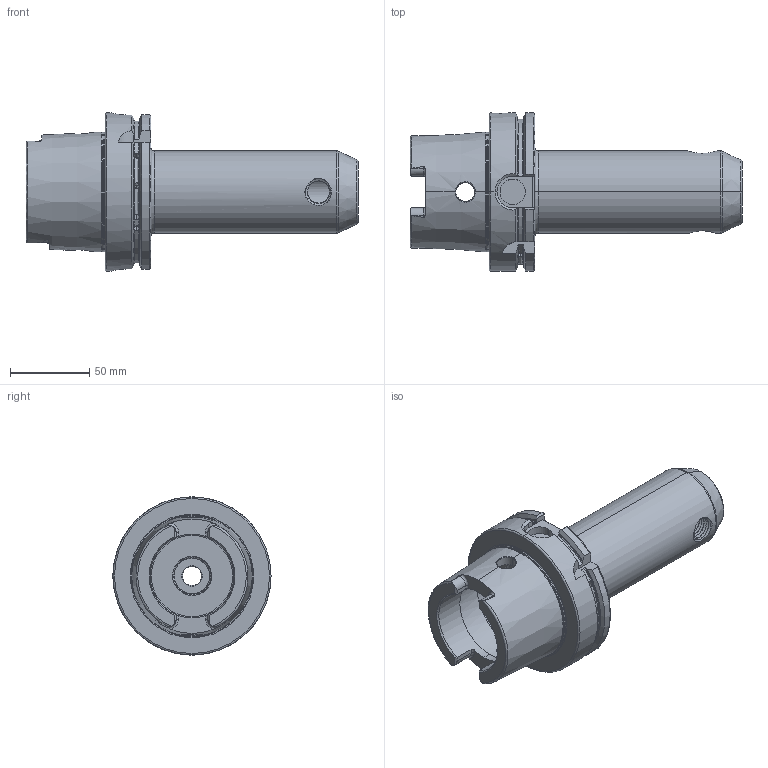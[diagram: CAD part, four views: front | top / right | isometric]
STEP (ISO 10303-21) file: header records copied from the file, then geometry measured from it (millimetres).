
FILE_DESCRIPTION (( 'STEP AP203' ), '1' );
FILE_NAME ('A100.04.20.2.STEP', '2016-10-06T08:23:31', ( '' ), ( '' ), 'SwSTEP 2.0', 'SolidWorks 2012', '' );
FILE_SCHEMA (( 'CONFIG_CONTROL_DESIGN' ));
Products named in the file (1): A100.04.20.2
Bounding box: 210 x 100 x 100 mm (x, y, z)
Volume: 494292.9 mm3; surface area: 79084.2 mm2
Topology: 1 solids, 1 shells, 243 faces, 659 edges, 416 vertices
Faces by surface type: cylinder 97, plane 47, torus 37, cone 34, bspline 26, sphere 2
Entity records: 27127 total; most frequent: CARTESIAN_POINT 21552, ORIENTED_EDGE 1298, DIRECTION 992, EDGE_CURVE 649, VERTEX_POINT 416, AXIS2_PLACEMENT_3D 405, EDGE_LOOP 259, FACE_OUTER_BOUND 243
